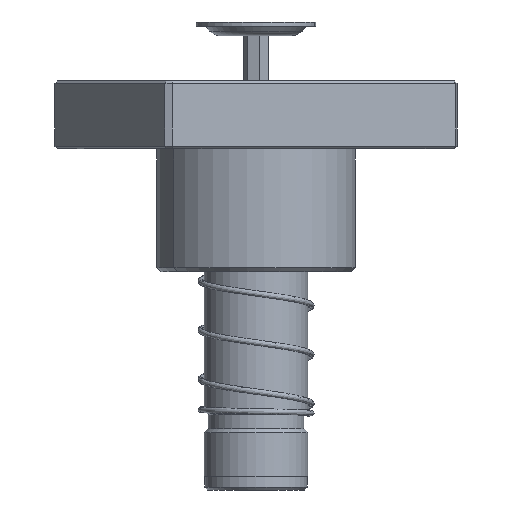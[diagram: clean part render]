
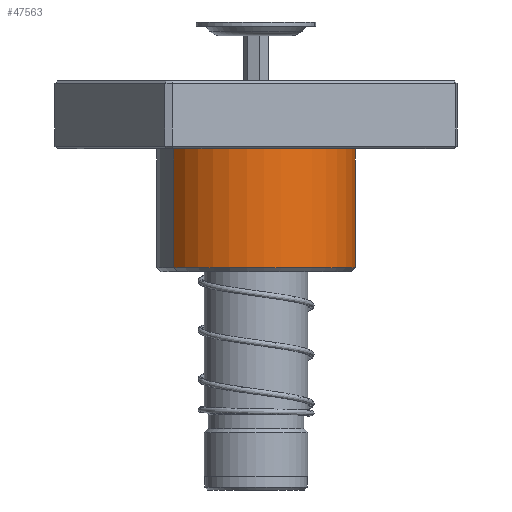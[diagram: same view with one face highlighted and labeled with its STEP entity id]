
A CAD part, front view. The second image highlights one B-rep face of the part: STEP entity #47563.
In plain terms, the highlighted cylindrical face has radius 36.5 mm (diameter 73 mm), a partial arc.
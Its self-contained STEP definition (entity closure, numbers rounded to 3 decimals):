
#1072 = CIRCLE ( 'NONE', #24020, 36.5 ) ;
#1332 = LINE ( 'NONE', #22121, #8615 ) ;
#1614 = CARTESIAN_POINT ( 'NONE',  ( 0., 0., 25. ) ) ;
#3485 = ORIENTED_EDGE ( 'NONE', *, *, #6251, .T. ) ;
#3666 = CARTESIAN_POINT ( 'NONE',  ( 0., 0., 70. ) ) ;
#6251 = EDGE_CURVE ( 'NONE', #19272, #32118, #31175, .T. ) ;
#6506 = CARTESIAN_POINT ( 'NONE',  ( 0., -36.5, 25. ) ) ;
#8615 = VECTOR ( 'NONE', #10725, 1000. ) ;
#9251 = ORIENTED_EDGE ( 'NONE', *, *, #35414, .T. ) ;
#10725 = DIRECTION ( 'NONE',  ( 0., 0., -1. ) ) ;
#12631 = DIRECTION ( 'NONE',  ( 0., 0., 1. ) ) ;
#13356 = EDGE_LOOP ( 'NONE', ( #20642, #9251, #3485, #24644, #21298 ) ) ;
#13817 = VERTEX_POINT ( 'NONE', #39478 ) ;
#15010 = CYLINDRICAL_SURFACE ( 'NONE', #49371, 36.5 ) ;
#15859 = CARTESIAN_POINT ( 'NONE',  ( -36.5, 0., 68.5 ) ) ;
#17406 = VERTEX_POINT ( 'NONE', #18450 ) ;
#17585 = EDGE_CURVE ( 'NONE', #32118, #17716, #38752, .T. ) ;
#17716 = VERTEX_POINT ( 'NONE', #6506 ) ;
#18450 = CARTESIAN_POINT ( 'NONE',  ( 36.5, 0., 68.5 ) ) ;
#19272 = VERTEX_POINT ( 'NONE', #15859 ) ;
#19765 = DIRECTION ( 'NONE',  ( 0., 0., -1. ) ) ;
#19936 = DIRECTION ( 'NONE',  ( -1., 0., 0. ) ) ;
#20642 = ORIENTED_EDGE ( 'NONE', *, *, #24961, .F. ) ;
#20860 = VECTOR ( 'NONE', #24540, 1000. ) ;
#21298 = ORIENTED_EDGE ( 'NONE', *, *, #46170, .T. ) ;
#22121 = CARTESIAN_POINT ( 'NONE',  ( 36.5, 0., 70. ) ) ;
#22176 = AXIS2_PLACEMENT_3D ( 'NONE', #35898, #12631, #31656 ) ;
#22562 = DIRECTION ( 'NONE',  ( 1., 0., 0. ) ) ;
#24020 = AXIS2_PLACEMENT_3D ( 'NONE', #1614, #48630, #32987 ) ;
#24540 = DIRECTION ( 'NONE',  ( 0., 0., -1. ) ) ;
#24644 = ORIENTED_EDGE ( 'NONE', *, *, #17585, .T. ) ;
#24961 = EDGE_CURVE ( 'NONE', #17406, #13817, #1332, .T. ) ;
#31175 = LINE ( 'NONE', #35750, #20860 ) ;
#31656 = DIRECTION ( 'NONE',  ( 1., 0., 0. ) ) ;
#32118 = VERTEX_POINT ( 'NONE', #37625 ) ;
#32987 = DIRECTION ( 'NONE',  ( 1., 0., 0. ) ) ;
#35414 = EDGE_CURVE ( 'NONE', #17406, #19272, #48457, .T. ) ;
#35750 = CARTESIAN_POINT ( 'NONE',  ( -36.5, 0., 70. ) ) ;
#35898 = CARTESIAN_POINT ( 'NONE',  ( 0., 0., 25. ) ) ;
#37625 = CARTESIAN_POINT ( 'NONE',  ( -36.5, 0., 25. ) ) ;
#38752 = CIRCLE ( 'NONE', #22176, 36.5 ) ;
#39478 = CARTESIAN_POINT ( 'NONE',  ( 36.5, 0., 25. ) ) ;
#42239 = CARTESIAN_POINT ( 'NONE',  ( 0., 0., 68.5 ) ) ;
#46161 = DIRECTION ( 'NONE',  ( 0., 0., -1. ) ) ;
#46170 = EDGE_CURVE ( 'NONE', #17716, #13817, #1072, .T. ) ;
#47563 = ADVANCED_FACE ( 'NONE', ( #49684 ), #15010, .T. ) ;
#48457 = CIRCLE ( 'NONE', #48575, 36.5 ) ;
#48575 = AXIS2_PLACEMENT_3D ( 'NONE', #42239, #46161, #22562 ) ;
#48630 = DIRECTION ( 'NONE',  ( 0., 0., 1. ) ) ;
#49371 = AXIS2_PLACEMENT_3D ( 'NONE', #3666, #19765, #19936 ) ;
#49684 = FACE_OUTER_BOUND ( 'NONE', #13356, .T. ) ;
